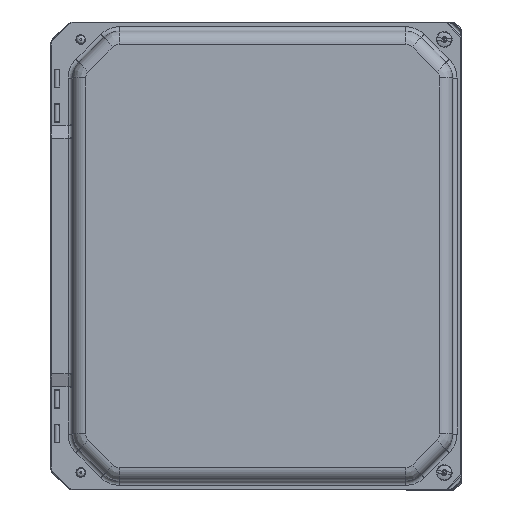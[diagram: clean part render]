
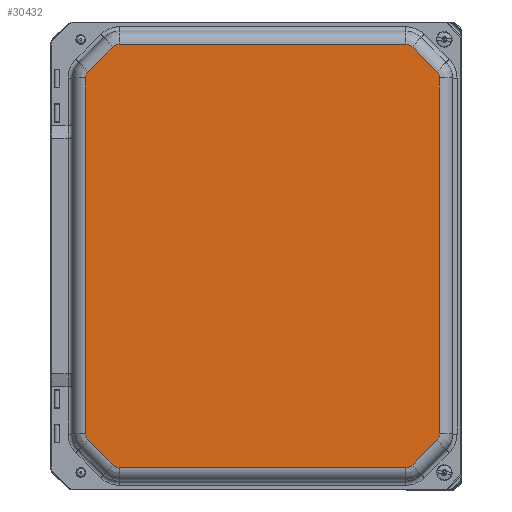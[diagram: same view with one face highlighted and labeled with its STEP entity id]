
A CAD part, top view. The second image highlights one B-rep face of the part: STEP entity #30432.
In plain terms, the highlighted planar face has unit normal (0, 0, 1).
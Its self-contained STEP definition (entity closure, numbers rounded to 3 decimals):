
#4287=LINE('',#69258,#6241);
#4290=LINE('',#69265,#6244);
#4291=LINE('',#69294,#6245);
#4292=LINE('',#69298,#6246);
#4293=LINE('',#69328,#6247);
#4295=LINE('',#69334,#6249);
#4296=LINE('',#69363,#6250);
#4297=LINE('',#69367,#6251);
#6241=VECTOR('',#43426,8.235);
#6244=VECTOR('',#43433,1.013);
#6245=VECTOR('',#43448,1.013);
#6246=VECTOR('',#43453,10.237);
#6247=VECTOR('',#43468,10.237);
#6249=VECTOR('',#43474,1.013);
#6250=VECTOR('',#43489,1.013);
#6251=VECTOR('',#43494,8.235);
#6794=PLANE('',#34266);
#8798=FACE_OUTER_BOUND('',#10828,.T.);
#10828=EDGE_LOOP('',(#28010,#28011,#28012,#28013,#28014,#28015,#28016,#28017,
#28018,#28019,#28020,#28021,#28022,#28023,#28024,#28025));
#12275=CIRCLE('',#34229,0.254);
#12281=CIRCLE('',#34237,0.254);
#12284=CIRCLE('',#34240,0.254);
#12288=CIRCLE('',#34246,0.254);
#12291=CIRCLE('',#34249,0.254);
#12295=CIRCLE('',#34255,0.254);
#12298=CIRCLE('',#34258,0.254);
#12301=CIRCLE('',#34263,0.254);
#14900=VERTEX_POINT('',#69248);
#14901=VERTEX_POINT('',#69250);
#14903=VERTEX_POINT('',#69256);
#14904=VERTEX_POINT('',#69261);
#14906=VERTEX_POINT('',#69275);
#14907=VERTEX_POINT('',#69287);
#14908=VERTEX_POINT('',#69292);
#14909=VERTEX_POINT('',#69296);
#14910=VERTEX_POINT('',#69308);
#14911=VERTEX_POINT('',#69320);
#14913=VERTEX_POINT('',#69326);
#14914=VERTEX_POINT('',#69330);
#14916=VERTEX_POINT('',#69344);
#14917=VERTEX_POINT('',#69356);
#14918=VERTEX_POINT('',#69361);
#14919=VERTEX_POINT('',#69365);
#19288=EDGE_CURVE('',#14900,#14901,#12275,.T.);
#19292=EDGE_CURVE('',#14903,#14900,#4287,.T.);
#19296=EDGE_CURVE('',#14901,#14904,#4290,.T.);
#19298=EDGE_CURVE('',#14906,#14903,#12281,.T.);
#19301=EDGE_CURVE('',#14904,#14907,#12284,.T.);
#19303=EDGE_CURVE('',#14908,#14906,#4291,.T.);
#19305=EDGE_CURVE('',#14907,#14909,#4292,.T.);
#19307=EDGE_CURVE('',#14910,#14908,#12288,.T.);
#19310=EDGE_CURVE('',#14909,#14911,#12291,.T.);
#19312=EDGE_CURVE('',#14913,#14910,#4293,.T.);
#19315=EDGE_CURVE('',#14911,#14914,#4295,.T.);
#19317=EDGE_CURVE('',#14916,#14913,#12295,.T.);
#19320=EDGE_CURVE('',#14914,#14917,#12298,.T.);
#19322=EDGE_CURVE('',#14918,#14916,#4296,.T.);
#19324=EDGE_CURVE('',#14917,#14919,#4297,.T.);
#19325=EDGE_CURVE('',#14919,#14918,#12301,.T.);
#28010=ORIENTED_EDGE('',*,*,#19288,.F.);
#28011=ORIENTED_EDGE('',*,*,#19292,.F.);
#28012=ORIENTED_EDGE('',*,*,#19298,.F.);
#28013=ORIENTED_EDGE('',*,*,#19303,.F.);
#28014=ORIENTED_EDGE('',*,*,#19307,.F.);
#28015=ORIENTED_EDGE('',*,*,#19312,.F.);
#28016=ORIENTED_EDGE('',*,*,#19317,.F.);
#28017=ORIENTED_EDGE('',*,*,#19322,.F.);
#28018=ORIENTED_EDGE('',*,*,#19325,.F.);
#28019=ORIENTED_EDGE('',*,*,#19324,.F.);
#28020=ORIENTED_EDGE('',*,*,#19320,.F.);
#28021=ORIENTED_EDGE('',*,*,#19315,.F.);
#28022=ORIENTED_EDGE('',*,*,#19310,.F.);
#28023=ORIENTED_EDGE('',*,*,#19305,.F.);
#28024=ORIENTED_EDGE('',*,*,#19301,.F.);
#28025=ORIENTED_EDGE('',*,*,#19296,.F.);
#30432=ADVANCED_FACE('',(#8798),#6794,.T.);
#34229=AXIS2_PLACEMENT_3D('',#69251,#43416,#43417);
#34237=AXIS2_PLACEMENT_3D('',#69277,#43436,#43437);
#34240=AXIS2_PLACEMENT_3D('',#69290,#43442,#43443);
#34246=AXIS2_PLACEMENT_3D('',#69310,#43456,#43457);
#34249=AXIS2_PLACEMENT_3D('',#69324,#43462,#43463);
#34255=AXIS2_PLACEMENT_3D('',#69346,#43477,#43478);
#34258=AXIS2_PLACEMENT_3D('',#69359,#43483,#43484);
#34263=AXIS2_PLACEMENT_3D('',#69377,#43495,#43496);
#34266=AXIS2_PLACEMENT_3D('',#69382,#43503,#43504);
#43416=DIRECTION('center_axis',(0.,0.,-1.));
#43417=DIRECTION('ref_axis',(-0.383,-0.924,0.));
#43426=DIRECTION('',(-1.,0.,0.));
#43433=DIRECTION('',(-0.707,0.707,0.));
#43436=DIRECTION('center_axis',(0.,0.,-1.));
#43437=DIRECTION('ref_axis',(0.383,-0.924,0.));
#43442=DIRECTION('center_axis',(0.,0.,-1.));
#43443=DIRECTION('ref_axis',(-0.924,-0.383,0.));
#43448=DIRECTION('',(-0.707,-0.707,0.));
#43453=DIRECTION('',(0.,1.,0.));
#43456=DIRECTION('center_axis',(0.,0.,-1.));
#43457=DIRECTION('ref_axis',(0.924,-0.383,0.));
#43462=DIRECTION('center_axis',(0.,0.,-1.));
#43463=DIRECTION('ref_axis',(-0.924,0.383,0.));
#43468=DIRECTION('',(0.,-1.,0.));
#43474=DIRECTION('',(0.707,0.707,0.));
#43477=DIRECTION('center_axis',(0.,0.,-1.));
#43478=DIRECTION('ref_axis',(0.924,0.383,0.));
#43483=DIRECTION('center_axis',(0.,0.,-1.));
#43484=DIRECTION('ref_axis',(-0.383,0.924,0.));
#43489=DIRECTION('',(0.707,-0.707,0.));
#43494=DIRECTION('',(1.,0.,0.));
#43495=DIRECTION('center_axis',(0.,0.,-1.));
#43496=DIRECTION('ref_axis',(0.383,0.924,0.));
#43503=DIRECTION('center_axis',(0.,0.,1.));
#43504=DIRECTION('ref_axis',(1.,0.,0.));
#69248=CARTESIAN_POINT('',(-3.929,-6.089,1.));
#69250=CARTESIAN_POINT('',(-4.109,-6.015,1.));
#69251=CARTESIAN_POINT('Origin',(-3.929,-5.835,1.));
#69256=CARTESIAN_POINT('',(4.306,-6.089,1.));
#69258=CARTESIAN_POINT('',(4.306,-6.089,1.));
#69261=CARTESIAN_POINT('',(-4.825,-5.298,1.));
#69265=CARTESIAN_POINT('',(-4.109,-6.015,1.));
#69275=CARTESIAN_POINT('',(4.486,-6.015,1.));
#69277=CARTESIAN_POINT('Origin',(4.306,-5.835,1.));
#69287=CARTESIAN_POINT('',(-4.899,-5.119,1.));
#69290=CARTESIAN_POINT('Origin',(-4.645,-5.119,1.));
#69292=CARTESIAN_POINT('',(5.202,-5.298,1.));
#69294=CARTESIAN_POINT('',(5.202,-5.298,1.));
#69296=CARTESIAN_POINT('',(-4.899,5.119,1.));
#69298=CARTESIAN_POINT('',(-4.899,-5.119,1.));
#69308=CARTESIAN_POINT('',(5.276,-5.119,1.));
#69310=CARTESIAN_POINT('Origin',(5.023,-5.119,1.));
#69320=CARTESIAN_POINT('',(-4.825,5.298,1.));
#69324=CARTESIAN_POINT('Origin',(-4.645,5.119,1.));
#69326=CARTESIAN_POINT('',(5.276,5.119,1.));
#69328=CARTESIAN_POINT('',(5.276,5.119,1.));
#69330=CARTESIAN_POINT('',(-4.109,6.015,1.));
#69334=CARTESIAN_POINT('',(-4.825,5.298,1.));
#69344=CARTESIAN_POINT('',(5.202,5.298,1.));
#69346=CARTESIAN_POINT('Origin',(5.022,5.119,1.));
#69356=CARTESIAN_POINT('',(-3.929,6.089,1.));
#69359=CARTESIAN_POINT('Origin',(-3.929,5.835,1.));
#69361=CARTESIAN_POINT('',(4.486,6.015,1.));
#69363=CARTESIAN_POINT('',(4.486,6.015,1.));
#69365=CARTESIAN_POINT('',(4.306,6.089,1.));
#69367=CARTESIAN_POINT('',(-3.929,6.089,1.));
#69377=CARTESIAN_POINT('Origin',(4.306,5.835,1.));
#69382=CARTESIAN_POINT('Origin',(0.189,0.,1.));
